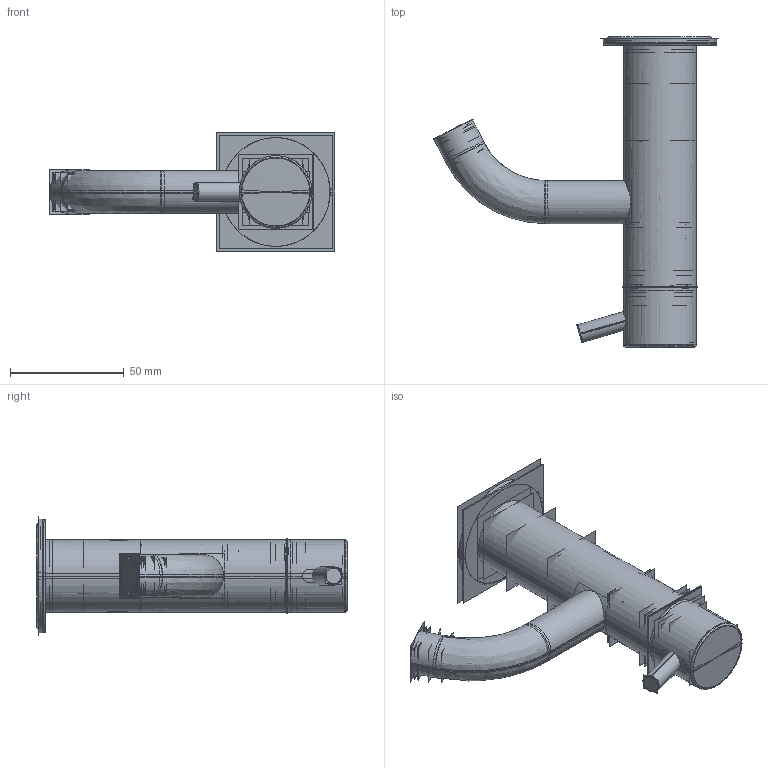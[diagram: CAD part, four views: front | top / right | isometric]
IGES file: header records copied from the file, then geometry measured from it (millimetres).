
Start section:  PTC IGES file: DE114DNC.igs
Global section: file name: DE114DNC.igs; native system: Pro/ENGINEER by Parametric Technology Corporation; preprocessor: 2009360; author: user321; organization: Unknown; date: 20191226.154555; units: millimetre
Bounding box: 125.8 x 136.85 x 52.02 mm (x, y, z)
Volume: 79390.3 mm3; surface area: 271406.3 mm2
Topology: 15 solids, 26 shells, 980 faces, 4930 edges, 6237 vertices
Faces by surface type: revolution 628, bspline 352
